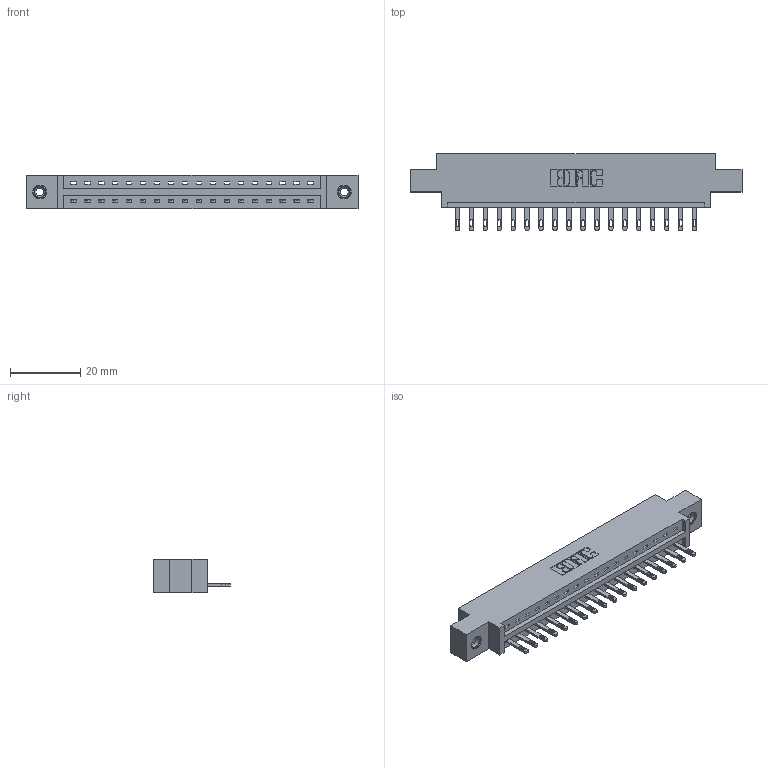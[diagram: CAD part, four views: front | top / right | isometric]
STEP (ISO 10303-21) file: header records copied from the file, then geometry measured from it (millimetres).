
FILE_DESCRIPTION (( 'STEP AP203' ), '1' );
FILE_NAME ('887-018-500-608.STEP', '2020-09-20T17:46:25', ( '' ), ( '' ), 'SwSTEP 2.0', 'SolidWorks 2020', '' );
FILE_SCHEMA (( 'CONFIG_CONTROL_DESIGN' ));
Length unit declared in the file: inch
Products named in the file (4): 345-250-001_345-250-003-102; 345-292-001_345-293-100; 837 Part_0.170 Offset - 0.156 Dia-TI; 887-018-500-608
Assembly tree (21 placements, depth 2):
  887-018-500-608
    837 Part_0.170 Offset - 0.156 Dia-TI
    345-292-001_345-293-100  x18
    345-250-001_345-250-003-102  x2
Bounding box: 94.34 x 21.85 x 9.4 mm (x, y, z)
Volume: 9391.4 mm3; surface area: 9739.6 mm2
Topology: 21 solids, 21 shells, 1222 faces, 3699 edges, 2458 vertices
Faces by surface type: plane 826, cylinder 380, cone 12, torus 4
Entity records: 17732 total; most frequent: CARTESIAN_POINT 3067, ORIENTED_EDGE 3014, DIRECTION 2665, EDGE_CURVE 1507, VECTOR 1355, LINE 1355, VERTEX_POINT 1000, AXIS2_PLACEMENT_3D 655
